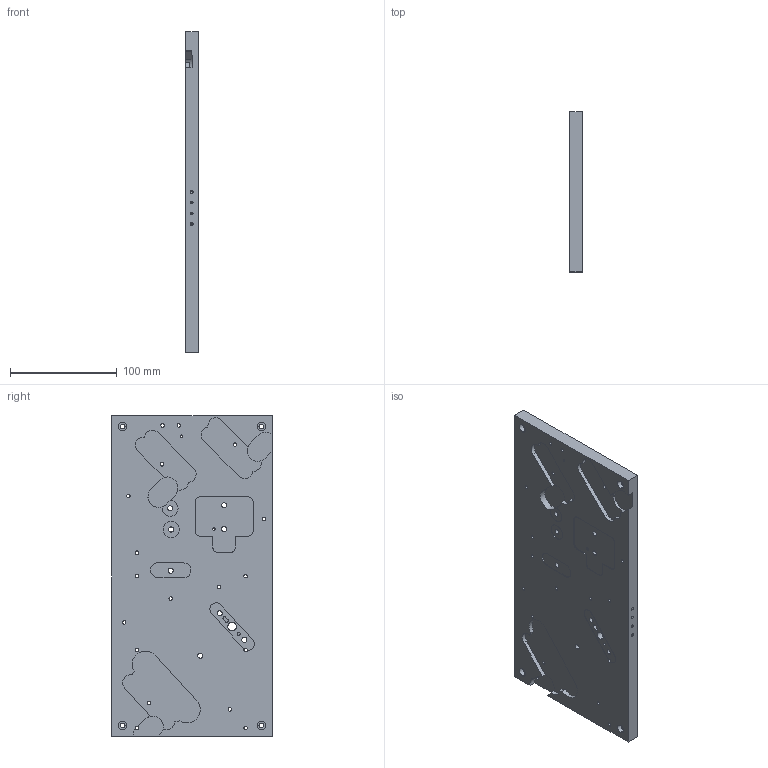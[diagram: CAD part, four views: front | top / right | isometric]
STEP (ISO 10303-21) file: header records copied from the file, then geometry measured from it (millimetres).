
FILE_DESCRIPTION (( 'STEP AP214' ), '1' );
FILE_NAME ('2020-02_2 - BASE PLATE.STEP', '2021-03-14T11:01:13', ( '' ), ( '' ), 'SwSTEP 2.0', 'SolidWorks 2018', '' );
FILE_SCHEMA (( 'AUTOMOTIVE_DESIGN' ));
Length unit declared in the file: millimetre
Products named in the file (1): 2020-02_2 - BASE PLATE
Bounding box: 12 x 150 x 300 mm (x, y, z)
Volume: 499797.8 mm3; surface area: 108532.8 mm2
Topology: 1 solids, 1 shells, 214 faces, 577 edges, 378 vertices
Faces by surface type: cylinder 149, plane 57, cone 8
Entity records: 6976 total; most frequent: DIRECTION 1308, CARTESIAN_POINT 1162, ORIENTED_EDGE 1138, EDGE_CURVE 569, AXIS2_PLACEMENT_3D 524, VERTEX_POINT 378, CIRCLE 309, EDGE_LOOP 301
